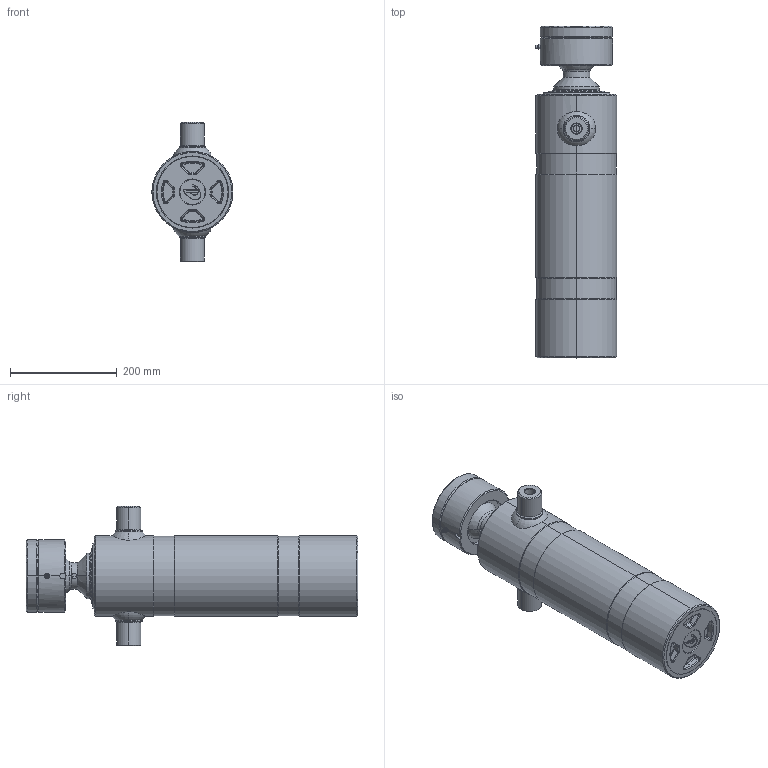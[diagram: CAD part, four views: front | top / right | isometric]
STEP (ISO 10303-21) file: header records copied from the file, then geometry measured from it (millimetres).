
FILE_DESCRIPTION (( 'STEP AP203' ), '1' );
FILE_NAME ('314.HR.STEP', '2023-09-12T12:21:37', ( '' ), ( '' ), 'SwSTEP 2.0', 'SolidWorks 2021', '' );
FILE_SCHEMA (( 'CONFIG_CONTROL_DESIGN' ));
Length unit declared in the file: millimetre
Products named in the file (1): 314.HR
Bounding box: 153.25 x 621 x 260.5 mm (x, y, z)
Surface area: 822042 mm2 (no closed solid volume)
Topology: 0 solids, 19 shells, 298 faces, 779 edges, 488 vertices
Faces by surface type: cylinder 90, cone 79, torus 74, plane 42, bspline 7, sphere 6
Entity records: 10822 total; most frequent: CARTESIAN_POINT 3397, DIRECTION 1737, ORIENTED_EDGE 1347, EDGE_CURVE 774, AXIS2_PLACEMENT_3D 738, VERTEX_POINT 485, CIRCLE 446, EDGE_LOOP 315
